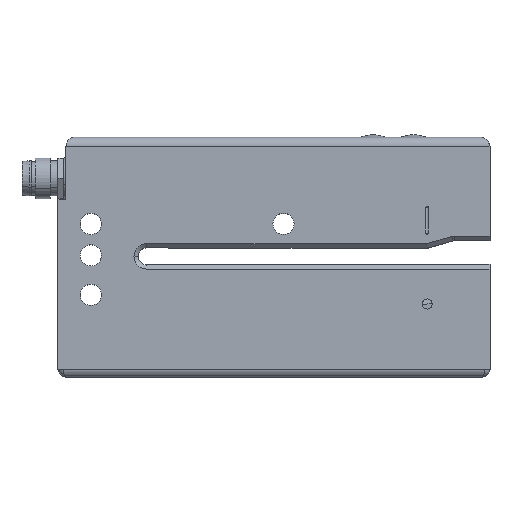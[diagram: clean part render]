
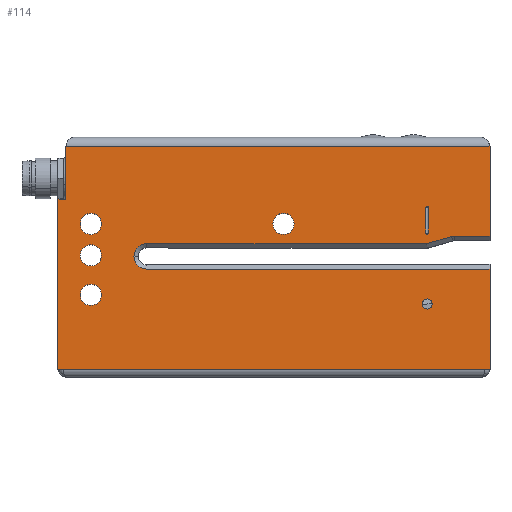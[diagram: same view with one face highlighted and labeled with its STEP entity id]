
A CAD part, top view. The second image highlights one B-rep face of the part: STEP entity #114.
In plain terms, the highlighted planar face has unit normal (0, 0, 1).
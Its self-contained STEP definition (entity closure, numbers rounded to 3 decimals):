
#114=ADVANCED_FACE('NONE',(#466,#467,#468,#469,#470,#471,#472),#473,.F.);
#466=FACE_OUTER_BOUND('',#1155,.T.);
#467=FACE_BOUND('',#1156,.T.);
#468=FACE_BOUND('',#1157,.T.);
#469=FACE_BOUND('',#1158,.T.);
#470=FACE_BOUND('',#1159,.T.);
#471=FACE_BOUND('',#1160,.T.);
#472=FACE_BOUND('',#1161,.T.);
#473=PLANE('',#1162);
#1155=EDGE_LOOP('',(#2492,#2493,#2494,#2495,#2496,#2497,#2498,#2499,#2500,#2501,#2502,#2503,#2504,#2505));
#1156=EDGE_LOOP('',(#2506,#2507,#2508,#2509));
#1157=EDGE_LOOP('',(#2510,#2511));
#1158=EDGE_LOOP('',(#2512,#2513));
#1159=EDGE_LOOP('',(#2514,#2515));
#1160=EDGE_LOOP('',(#2516,#2517));
#1161=EDGE_LOOP('',(#2518,#2519));
#1162=AXIS2_PLACEMENT_3D('',#2520,#2521,#2522);
#2492=ORIENTED_EDGE('',*,*,#5022,.T.);
#2493=ORIENTED_EDGE('',*,*,#5023,.T.);
#2494=ORIENTED_EDGE('',*,*,#5024,.T.);
#2495=ORIENTED_EDGE('',*,*,#5025,.T.);
#2496=ORIENTED_EDGE('',*,*,#5026,.T.);
#2497=ORIENTED_EDGE('',*,*,#5027,.T.);
#2498=ORIENTED_EDGE('',*,*,#5028,.T.);
#2499=ORIENTED_EDGE('',*,*,#5029,.T.);
#2500=ORIENTED_EDGE('',*,*,#5030,.T.);
#2501=ORIENTED_EDGE('',*,*,#5031,.T.);
#2502=ORIENTED_EDGE('',*,*,#5032,.T.);
#2503=ORIENTED_EDGE('',*,*,#4915,.T.);
#2504=ORIENTED_EDGE('',*,*,#5033,.T.);
#2505=ORIENTED_EDGE('',*,*,#5034,.T.);
#2506=ORIENTED_EDGE('',*,*,#5035,.F.);
#2507=ORIENTED_EDGE('',*,*,#5036,.F.);
#2508=ORIENTED_EDGE('',*,*,#5037,.F.);
#2509=ORIENTED_EDGE('',*,*,#5038,.F.);
#2510=ORIENTED_EDGE('',*,*,#5039,.F.);
#2511=ORIENTED_EDGE('',*,*,#4958,.F.);
#2512=ORIENTED_EDGE('',*,*,#5040,.F.);
#2513=ORIENTED_EDGE('',*,*,#4966,.F.);
#2514=ORIENTED_EDGE('',*,*,#5041,.F.);
#2515=ORIENTED_EDGE('',*,*,#4962,.F.);
#2516=ORIENTED_EDGE('',*,*,#5042,.F.);
#2517=ORIENTED_EDGE('',*,*,#4954,.F.);
#2518=ORIENTED_EDGE('',*,*,#5043,.F.);
#2519=ORIENTED_EDGE('',*,*,#4926,.F.);
#2520=CARTESIAN_POINT('',(-67.75,-1.6,9.0));
#2521=DIRECTION('',(-0.0,-0.0,-1.0));
#2522=DIRECTION('',(0.0,-1.0,0.0));
#4915=EDGE_CURVE('NONE',#5767,#5769,#5771,.T.);
#4926=EDGE_CURVE('NONE',#5791,#5793,#5794,.T.);
#4954=EDGE_CURVE('NONE',#5845,#5847,#5848,.T.);
#4958=EDGE_CURVE('NONE',#5853,#5855,#5856,.T.);
#4962=EDGE_CURVE('NONE',#5861,#5863,#5864,.T.);
#4966=EDGE_CURVE('NONE',#5869,#5871,#5872,.T.);
#5022=EDGE_CURVE('NONE',#5974,#5975,#5976,.T.);
#5023=EDGE_CURVE('NONE',#5975,#5977,#5978,.T.);
#5024=EDGE_CURVE('NONE',#5977,#5979,#5980,.T.);
#5025=EDGE_CURVE('NONE',#5979,#5981,#5982,.T.);
#5026=EDGE_CURVE('NONE',#5981,#5983,#5984,.T.);
#5027=EDGE_CURVE('NONE',#5983,#5985,#5986,.T.);
#5028=EDGE_CURVE('NONE',#5985,#5987,#5988,.T.);
#5029=EDGE_CURVE('NONE',#5987,#5989,#5990,.T.);
#5030=EDGE_CURVE('NONE',#5989,#5991,#5992,.T.);
#5031=EDGE_CURVE('NONE',#5991,#5993,#5994,.T.);
#5032=EDGE_CURVE('NONE',#5993,#5767,#5995,.T.);
#5033=EDGE_CURVE('NONE',#5769,#5996,#5997,.T.);
#5034=EDGE_CURVE('NONE',#5996,#5974,#5998,.T.);
#5035=EDGE_CURVE('NONE',#5999,#6000,#6001,.T.);
#5036=EDGE_CURVE('NONE',#6002,#5999,#6003,.T.);
#5037=EDGE_CURVE('NONE',#6004,#6002,#6005,.T.);
#5038=EDGE_CURVE('NONE',#6000,#6004,#6006,.T.);
#5039=EDGE_CURVE('NONE',#5855,#5853,#6007,.T.);
#5040=EDGE_CURVE('NONE',#5871,#5869,#6008,.T.);
#5041=EDGE_CURVE('NONE',#5863,#5861,#6009,.T.);
#5042=EDGE_CURVE('NONE',#5847,#5845,#6010,.T.);
#5043=EDGE_CURVE('NONE',#5793,#5791,#6011,.T.);
#5767=VERTEX_POINT('',#7164);
#5769=VERTEX_POINT('NONE',#7167);
#5771=CIRCLE('',#7170,2.5);
#5791=VERTEX_POINT('NONE',#7197);
#5793=VERTEX_POINT('NONE',#7200);
#5794=CIRCLE('',#7201,1.);
#5845=VERTEX_POINT('NONE',#7305);
#5847=VERTEX_POINT('NONE',#7308);
#5848=CIRCLE('',#7309,2.1);
#5853=VERTEX_POINT('NONE',#7315);
#5855=VERTEX_POINT('NONE',#7318);
#5856=CIRCLE('',#7319,2.1);
#5861=VERTEX_POINT('NONE',#7325);
#5863=VERTEX_POINT('NONE',#7328);
#5864=CIRCLE('',#7329,2.1);
#5869=VERTEX_POINT('NONE',#7335);
#5871=VERTEX_POINT('NONE',#7338);
#5872=CIRCLE('',#7339,2.1);
#5974=VERTEX_POINT('NONE',#7509);
#5975=VERTEX_POINT('NONE',#7510);
#5976=CIRCLE('',#7511,2.4);
#5977=VERTEX_POINT('NONE',#7512);
#5978=LINE('',#7513,#7514);
#5979=VERTEX_POINT('NONE',#7515);
#5980=LINE('',#7516,#7517);
#5981=VERTEX_POINT('NONE',#7518);
#5982=LINE('',#7519,#7520);
#5983=VERTEX_POINT('NONE',#7521);
#5984=LINE('',#7522,#7523);
#5985=VERTEX_POINT('NONE',#7524);
#5986=LINE('',#7525,#7526);
#5987=VERTEX_POINT('NONE',#7527);
#5988=LINE('',#7528,#7529);
#5989=VERTEX_POINT('NONE',#7530);
#5990=LINE('',#7531,#7532);
#5991=VERTEX_POINT('NONE',#7533);
#5992=LINE('',#7534,#7535);
#5993=VERTEX_POINT('NONE',#7536);
#5994=LINE('',#7537,#7538);
#5995=CIRCLE('',#7539,2.5);
#5996=VERTEX_POINT('NONE',#7540);
#5997=LINE('',#7541,#7542);
#5998=LINE('',#7543,#7544);
#5999=VERTEX_POINT('NONE',#7545);
#6000=VERTEX_POINT('NONE',#7546);
#6001=LINE('',#7547,#7548);
#6002=VERTEX_POINT('NONE',#7549);
#6003=CIRCLE('',#7550,0.25);
#6004=VERTEX_POINT('NONE',#7551);
#6005=LINE('',#7552,#7553);
#6006=CIRCLE('',#7554,0.25);
#6007=CIRCLE('',#7555,2.1);
#6008=CIRCLE('',#7556,2.1);
#6009=CIRCLE('',#7557,2.1);
#6010=CIRCLE('',#7558,2.1);
#6011=CIRCLE('',#7559,1.);
#7164=CARTESIAN_POINT('',(-70.25,-1.6,9.0));
#7167=CARTESIAN_POINT('',(-67.75,0.9,9.0));
#7170=AXIS2_PLACEMENT_3D('',#9683,#9684,#9685);
#7197=CARTESIAN_POINT('',(-13.4,-11.0,9.0));
#7200=CARTESIAN_POINT('',(-11.4,-11.0,9.0));
#7201=AXIS2_PLACEMENT_3D('',#9703,#9704,#9705);
#7305=CARTESIAN_POINT('',(-42.85,4.8,9.0));
#7308=CARTESIAN_POINT('',(-38.65,4.8,9.0));
#7309=AXIS2_PLACEMENT_3D('',#9751,#9752,#9753);
#7315=CARTESIAN_POINT('',(-80.85,-9.2,9.0));
#7318=CARTESIAN_POINT('',(-76.65,-9.2,9.0));
#7319=AXIS2_PLACEMENT_3D('',#9759,#9760,#9761);
#7325=CARTESIAN_POINT('',(-80.85,-1.4,9.0));
#7328=CARTESIAN_POINT('',(-76.65,-1.4,9.0));
#7329=AXIS2_PLACEMENT_3D('',#9767,#9768,#9769);
#7335=CARTESIAN_POINT('',(-80.85,4.8,9.0));
#7338=CARTESIAN_POINT('',(-76.65,4.8,9.0));
#7339=AXIS2_PLACEMENT_3D('',#9775,#9776,#9777);
#7509=CARTESIAN_POINT('',(-7.617,2.307,9.0));
#7510=CARTESIAN_POINT('',(-6.956,2.4,9.0));
#7511=AXIS2_PLACEMENT_3D('',#9875,#9876,#9877);
#7512=CARTESIAN_POINT('',(0.0,2.4,9.0));
#7513=CARTESIAN_POINT('',(-67.75,2.4,9.0));
#7514=VECTOR('',#9878,1000.0);
#7515=CARTESIAN_POINT('',(0.0,20.1,9.0));
#7516=CARTESIAN_POINT('',(0.0,0.0,9.0));
#7517=VECTOR('',#9879,1000.0);
#7518=CARTESIAN_POINT('',(-83.75,20.1,9.0));
#7519=CARTESIAN_POINT('',(0.0,20.1,9.0));
#7520=VECTOR('',#9880,1000.0);
#7521=CARTESIAN_POINT('',(-83.75,9.63,9.0));
#7522=CARTESIAN_POINT('',(-83.75,20.1,9.0));
#7523=VECTOR('',#9881,1000.0);
#7524=CARTESIAN_POINT('',(-85.25,9.63,9.0));
#7525=CARTESIAN_POINT('',(-83.75,9.63,9.0));
#7526=VECTOR('',#9882,1000.0);
#7527=CARTESIAN_POINT('',(-85.25,-23.9,9.0));
#7528=CARTESIAN_POINT('',(-85.25,9.63,9.0));
#7529=VECTOR('',#9883,1000.0);
#7530=CARTESIAN_POINT('',(0.0,-23.9,9.0));
#7531=CARTESIAN_POINT('',(-85.25,-23.9,9.0));
#7532=VECTOR('',#9884,1000.0);
#7533=CARTESIAN_POINT('',(0.0,-4.1,9.0));
#7534=CARTESIAN_POINT('',(0.0,-23.9,9.0));
#7535=VECTOR('',#9885,1000.0);
#7536=CARTESIAN_POINT('',(-67.75,-4.1,9.0));
#7537=CARTESIAN_POINT('',(-67.75,-4.1,9.0));
#7538=VECTOR('',#9886,1000.0);
#7539=AXIS2_PLACEMENT_3D('',#9887,#9888,#9889);
#7540=CARTESIAN_POINT('',(-12.524,0.9,9.0));
#7541=CARTESIAN_POINT('',(-12.398,0.9,9.0));
#7542=VECTOR('',#9890,1000.0);
#7543=CARTESIAN_POINT('',(-64.217,-13.923,9.0));
#7544=VECTOR('',#9891,1000.0);
#7545=CARTESIAN_POINT('',(-12.65,8.0,9.0));
#7546=CARTESIAN_POINT('',(-12.65,3.0,9.0));
#7547=CARTESIAN_POINT('',(-12.65,29.174,9.0));
#7548=VECTOR('',#9892,1000.0);
#7549=CARTESIAN_POINT('',(-12.15,8.0,9.0));
#7550=AXIS2_PLACEMENT_3D('',#9893,#9894,#9895);
#7551=CARTESIAN_POINT('',(-12.15,3.0,9.0));
#7552=CARTESIAN_POINT('',(-12.15,29.174,9.0));
#7553=VECTOR('',#9896,1000.0);
#7554=AXIS2_PLACEMENT_3D('',#9897,#9898,#9899);
#7555=AXIS2_PLACEMENT_3D('',#9900,#9901,#9902);
#7556=AXIS2_PLACEMENT_3D('',#9903,#9904,#9905);
#7557=AXIS2_PLACEMENT_3D('',#9906,#9907,#9908);
#7558=AXIS2_PLACEMENT_3D('',#9909,#9910,#9911);
#7559=AXIS2_PLACEMENT_3D('',#9912,#9913,#9914);
#9683=CARTESIAN_POINT('',(-67.75,-1.6,9.0));
#9684=DIRECTION('',(0.0,0.0,-1.0));
#9685=DIRECTION('',(-1.0,0.0,0.0));
#9703=CARTESIAN_POINT('',(-12.4,-11.0,9.0));
#9704=DIRECTION('',(0.0,-0.0,1.0));
#9705=DIRECTION('',(1.0,0.0,0.0));
#9751=CARTESIAN_POINT('',(-40.75,4.8,9.0));
#9752=DIRECTION('',(0.0,0.0,1.0));
#9753=DIRECTION('',(1.0,0.0,0.0));
#9759=CARTESIAN_POINT('',(-78.75,-9.2,9.0));
#9760=DIRECTION('',(0.0,0.0,1.0));
#9761=DIRECTION('',(1.0,0.0,0.0));
#9767=CARTESIAN_POINT('',(-78.75,-1.4,9.0));
#9768=DIRECTION('',(0.0,0.0,1.0));
#9769=DIRECTION('',(1.0,0.0,0.0));
#9775=CARTESIAN_POINT('',(-78.75,4.8,9.0));
#9776=DIRECTION('',(0.0,0.0,1.0));
#9777=DIRECTION('',(1.0,0.0,0.0));
#9875=CARTESIAN_POINT('',(-6.956,0.,9.0));
#9876=DIRECTION('',(0.0,0.0,-1.0));
#9877=DIRECTION('',(-1.0,0.0,0.0));
#9878=DIRECTION('',(1.0,0.,0.0));
#9879=DIRECTION('',(0.0,1.0,0.0));
#9880=DIRECTION('',(-1.0,0.,0.0));
#9881=DIRECTION('',(0.0,-1.0,0.0));
#9882=DIRECTION('',(-1.0,0.,0.0));
#9883=DIRECTION('',(0.0,-1.0,0.0));
#9884=DIRECTION('',(1.0,0.0,0.0));
#9885=DIRECTION('',(0.0,1.0,0.0));
#9886=DIRECTION('',(-1.0,0.0,0.0));
#9887=CARTESIAN_POINT('',(-67.75,-1.6,9.0));
#9888=DIRECTION('',(0.0,0.0,-1.0));
#9889=DIRECTION('',(-1.0,0.0,0.0));
#9890=DIRECTION('',(1.0,0.0,0.0));
#9891=DIRECTION('',(0.961,0.276,0.0));
#9892=DIRECTION('',(0.,-1.0,0.0));
#9893=CARTESIAN_POINT('',(-12.4,8.0,9.0));
#9894=DIRECTION('',(0.0,0.0,1.0));
#9895=DIRECTION('',(-1.0,0.0,0.0));
#9896=DIRECTION('',(0.,1.0,-0.0));
#9897=CARTESIAN_POINT('',(-12.4,3.0,9.0));
#9898=DIRECTION('',(0.0,0.0,1.0));
#9899=DIRECTION('',(-1.0,0.0,0.0));
#9900=CARTESIAN_POINT('',(-78.75,-9.2,9.0));
#9901=DIRECTION('',(0.0,0.0,1.0));
#9902=DIRECTION('',(1.0,0.0,0.0));
#9903=CARTESIAN_POINT('',(-78.75,4.8,9.0));
#9904=DIRECTION('',(0.0,0.0,1.0));
#9905=DIRECTION('',(1.0,0.0,0.0));
#9906=CARTESIAN_POINT('',(-78.75,-1.4,9.0));
#9907=DIRECTION('',(0.0,0.0,1.0));
#9908=DIRECTION('',(1.0,0.0,0.0));
#9909=CARTESIAN_POINT('',(-40.75,4.8,9.0));
#9910=DIRECTION('',(0.0,0.0,1.0));
#9911=DIRECTION('',(1.0,0.0,0.0));
#9912=CARTESIAN_POINT('',(-12.4,-11.0,9.0));
#9913=DIRECTION('',(0.0,-0.0,1.0));
#9914=DIRECTION('',(1.0,0.0,0.0));
